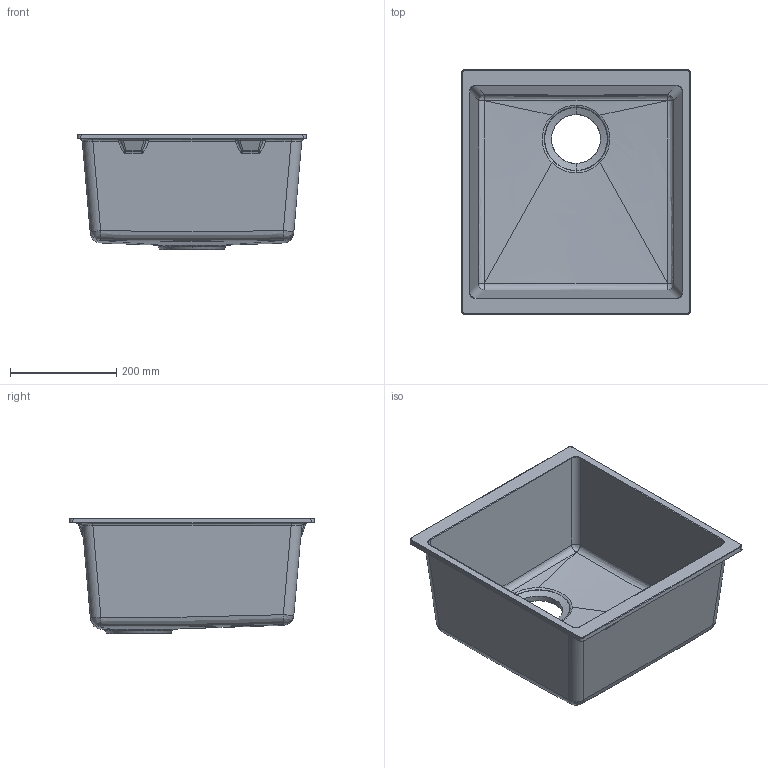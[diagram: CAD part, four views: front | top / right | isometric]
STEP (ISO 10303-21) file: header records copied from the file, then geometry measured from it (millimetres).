
FILE_DESCRIPTION(/* description */ (''),/* implementation_level */ '2;1');
FILE_NAME(/* name */ 'STEP - RAE N100M_2411002',/* time_stamp */ '2023-11-28T16:44:13+11:00',/* author */ (''),/* organization */ (''),/* preprocessor_version */ 'ST-DEVELOPER v16.5',/* originating_system */ 'Rhino 7.23',/* authorisation */ '');
FILE_SCHEMA (('AUTOMOTIVE_DESIGN'));
Length unit declared in the file: millimetre
Products named in the file (1): Document
Bounding box: 430 x 460 x 217.93 mm (x, y, z)
Volume: 3714234.5 mm3; surface area: 927425.8 mm2
Topology: 1 solids, 1 shells, 187 faces, 428 edges, 244 vertices
Faces by surface type: bspline 118, cylinder 50, plane 19
Entity records: 9527 total; most frequent: CARTESIAN_POINT 7019, ORIENTED_EDGE 856, EDGE_CURVE 428, VERTEX_POINT 244, EDGE_LOOP 190, ADVANCED_FACE 187, FACE_OUTER_BOUND 187, B_SPLINE_CURVE_WITH_KNOTS 164
